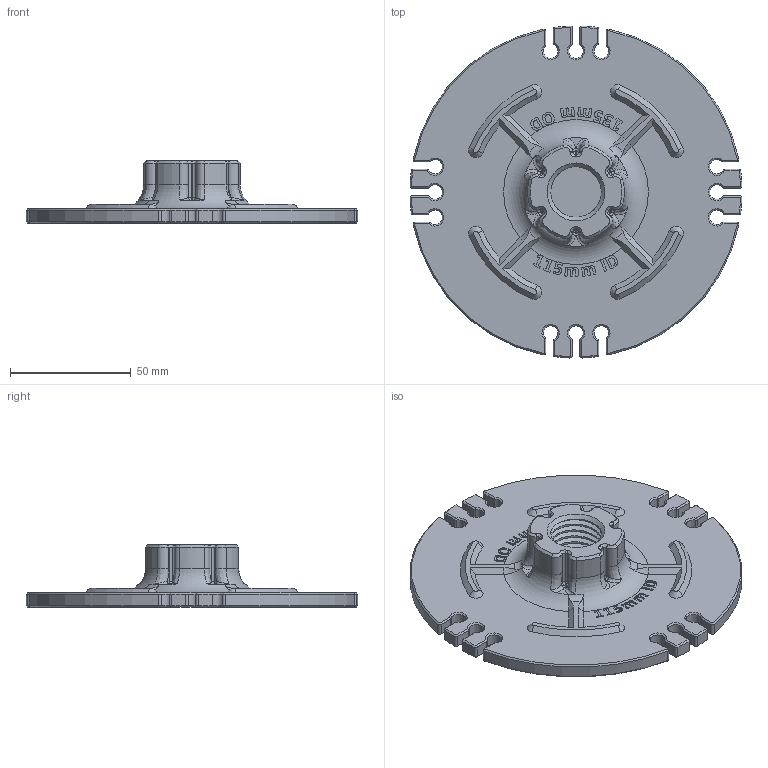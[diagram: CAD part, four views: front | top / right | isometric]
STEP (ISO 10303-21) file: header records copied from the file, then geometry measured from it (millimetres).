
FILE_DESCRIPTION(/* description */ (''),/* implementation_level */ '2;1');
FILE_NAME(/* name */ 'OSSM - Toy Mounting - Tie Down And Suction Plate 135mm.step',/* time_stamp */ '2025-05-08T23:27:00-04:00',/* author */ (''),/* organization */ (''),/* preprocessor_version */ 'ST-DEVELOPER v20.1',/* originating_system */ 'Autodesk Translation Framework v14.4.0.0',/* authorisation */ '');
FILE_SCHEMA (('AUTOMOTIVE_DESIGN { 1 0 10303 214 3 1 1 }'));
Products named in the file (1): (Unsaved)
Bounding box: 137.61 x 137.64 x 26 mm (x, y, z)
Volume: 105497.2 mm3; surface area: 37699.9 mm2
Topology: 1 solids, 1 shells, 1183 faces, 3246 edges, 2066 vertices
Faces by surface type: bspline 638, plane 211, cone 190, cylinder 133, torus 11
Full cylindrical faces by diameter (mm): 21.002 x6, 24.349 x5
Entity records: 46690 total; most frequent: CARTESIAN_POINT 21111, ORIENTED_EDGE 6468, DIRECTION 3407, EDGE_CURVE 3234, VERTEX_POINT 2066, B_SPLINE_CURVE_WITH_KNOTS 1374, LINE 1367, VECTOR 1367
